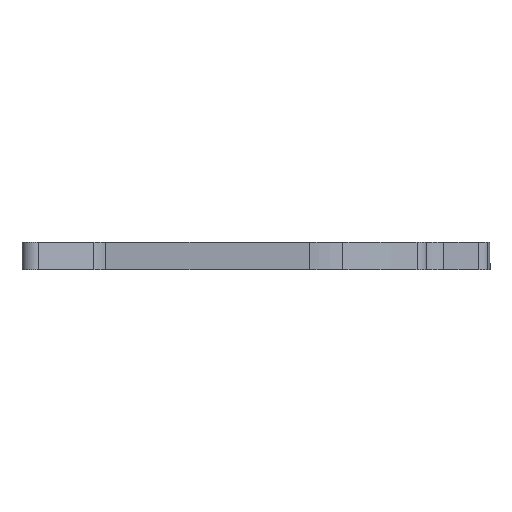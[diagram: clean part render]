
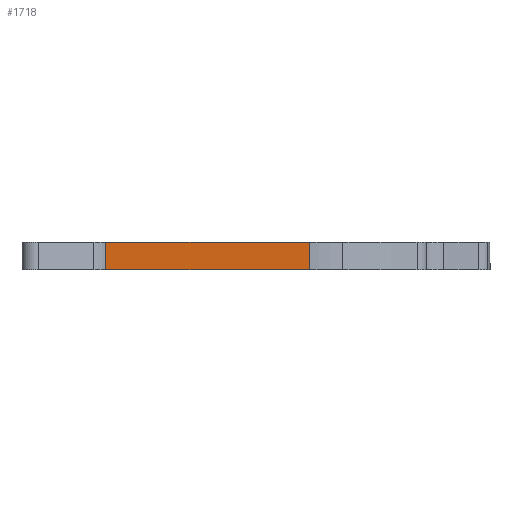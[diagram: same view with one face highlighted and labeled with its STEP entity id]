
A CAD part, left-side view. The second image highlights one B-rep face of the part: STEP entity #1718.
In plain terms, the highlighted planar face has unit normal (-0.6, -0.8, 0).
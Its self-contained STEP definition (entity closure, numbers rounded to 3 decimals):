
#22=DIRECTION('',(-0.8,0.6,0.));
#23=VECTOR('',#22,62.358);
#24=CARTESIAN_POINT('',(61.562,-57.437,7.5));
#25=LINE('',#24,#23);
#325=DIRECTION('',(0.,0.,1.));
#326=VECTOR('',#325,5.);
#327=CARTESIAN_POINT('',(61.562,-57.437,2.5));
#328=LINE('',#327,#326);
#433=DIRECTION('',(0.,0.,-1.));
#434=VECTOR('',#433,5.);
#435=CARTESIAN_POINT('',(11.653,-20.052,7.5));
#436=LINE('',#435,#434);
#603=DIRECTION('',(0.8,-0.6,0.));
#604=VECTOR('',#603,62.358);
#605=CARTESIAN_POINT('',(11.653,-20.052,2.5));
#606=LINE('',#605,#604);
#846=CARTESIAN_POINT('',(61.562,-57.437,7.5));
#848=VERTEX_POINT('',#846);
#849=CARTESIAN_POINT('',(11.653,-20.052,7.5));
#850=VERTEX_POINT('',#849);
#967=CARTESIAN_POINT('',(61.562,-57.437,2.5));
#969=VERTEX_POINT('',#967);
#1035=CARTESIAN_POINT('',(11.653,-20.052,2.5));
#1036=VERTEX_POINT('',#1035);
#1706=CARTESIAN_POINT('',(11.653,-20.052,7.5));
#1707=DIRECTION('',(0.6,0.8,0.));
#1708=DIRECTION('',(0.8,-0.6,0.));
#1709=AXIS2_PLACEMENT_3D('',#1706,#1707,#1708);
#1710=PLANE('',#1709);
#1711=ORIENTED_EDGE('',*,*,#1156,.F.);
#1712=ORIENTED_EDGE('',*,*,#1305,.F.);
#1714=ORIENTED_EDGE('',*,*,#1713,.F.);
#1715=ORIENTED_EDGE('',*,*,#1698,.F.);
#1716=EDGE_LOOP('',(#1711,#1712,#1714,#1715));
#1717=FACE_OUTER_BOUND('',#1716,.F.);
#1718=ADVANCED_FACE('',(#1717),#1710,.F.);
#1156=EDGE_CURVE('',#848,#850,#25,.T.);
#1305=EDGE_CURVE('',#969,#848,#328,.T.);
#1698=EDGE_CURVE('',#850,#1036,#436,.T.);
#1713=EDGE_CURVE('',#1036,#969,#606,.T.);
